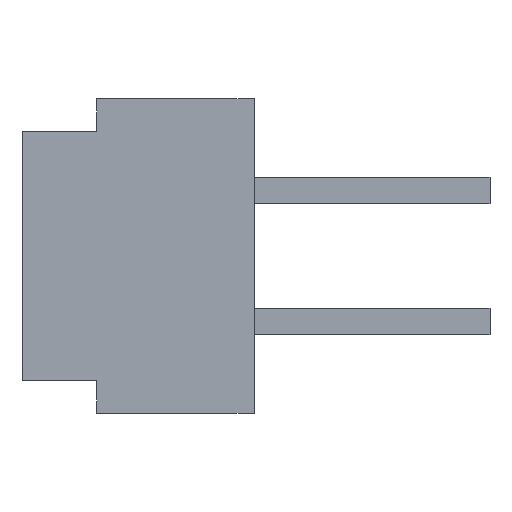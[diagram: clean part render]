
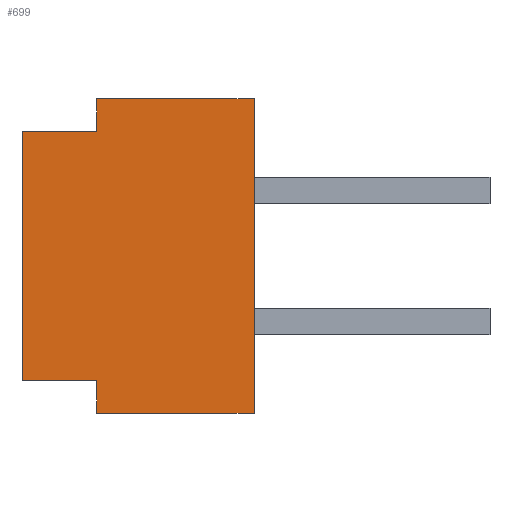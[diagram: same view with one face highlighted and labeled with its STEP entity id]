
A CAD part, left-side view. The second image highlights one B-rep face of the part: STEP entity #699.
In plain terms, the highlighted planar face has unit normal (-1, 0, 0).
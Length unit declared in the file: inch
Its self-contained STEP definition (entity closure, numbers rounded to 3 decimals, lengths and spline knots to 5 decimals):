
#33 = LINE ( 'NONE', #1929, #1003 ) ;
#35 = EDGE_CURVE ( 'NONE', #1101, #1559, #835, .T. ) ;
#39 = VERTEX_POINT ( 'NONE', #1777 ) ;
#68 = CARTESIAN_POINT ( 'NONE',  ( -0.0865, 0.12, 0. ) ) ;
#102 = CARTESIAN_POINT ( 'NONE',  ( -0.0865, 0., 0.12 ) ) ;
#189 = ORIENTED_EDGE ( 'NONE', *, *, #2375, .T. ) ;
#197 = DIRECTION ( 'NONE',  ( 1., 0., 0. ) ) ;
#224 = VERTEX_POINT ( 'NONE', #2070 ) ;
#235 = ORIENTED_EDGE ( 'NONE', *, *, #1983, .T. ) ;
#251 = LINE ( 'NONE', #2381, #788 ) ;
#362 = VERTEX_POINT ( 'NONE', #766 ) ;
#451 = CARTESIAN_POINT ( 'NONE',  ( -0.0865, 0.12, -0.12 ) ) ;
#475 = VERTEX_POINT ( 'NONE', #102 ) ;
#515 = VECTOR ( 'NONE', #1499, 39.37008 ) ;
#516 = ORIENTED_EDGE ( 'NONE', *, *, #2067, .F. ) ;
#649 = ORIENTED_EDGE ( 'NONE', *, *, #35, .F. ) ;
#696 = PLANE ( 'NONE',  #1250 ) ;
#699 = ADVANCED_FACE ( 'NONE', ( #1913 ), #696, .F. ) ;
#766 = CARTESIAN_POINT ( 'NONE',  ( -0.0865, 0., -0.12 ) ) ;
#772 = VECTOR ( 'NONE', #1437, 39.37008 ) ;
#783 = EDGE_CURVE ( 'NONE', #362, #1101, #2253, .T. ) ;
#788 = VECTOR ( 'NONE', #2165, 39.37008 ) ;
#800 = VERTEX_POINT ( 'NONE', #1295 ) ;
#835 = LINE ( 'NONE', #68, #1893 ) ;
#923 = VECTOR ( 'NONE', #1802, 39.37008 ) ;
#974 = EDGE_CURVE ( 'NONE', #800, #475, #251, .T. ) ;
#982 = EDGE_CURVE ( 'NONE', #475, #362, #1951, .T. ) ;
#993 = EDGE_LOOP ( 'NONE', ( #1736, #2243, #189, #516, #235, #649, #2197, #1084 ) ) ;
#1003 = VECTOR ( 'NONE', #1672, 39.37008 ) ;
#1084 = ORIENTED_EDGE ( 'NONE', *, *, #982, .F. ) ;
#1101 = VERTEX_POINT ( 'NONE', #1336 ) ;
#1117 = VECTOR ( 'NONE', #1472, 39.37008 ) ;
#1194 = DIRECTION ( 'NONE',  ( 0., -1., 0. ) ) ;
#1250 = AXIS2_PLACEMENT_3D ( 'NONE', #451, #197, #2327 ) ;
#1295 = CARTESIAN_POINT ( 'NONE',  ( -0.0865, 0.12, 0.12 ) ) ;
#1336 = CARTESIAN_POINT ( 'NONE',  ( -0.0865, 0.12, -0.12 ) ) ;
#1426 = CARTESIAN_POINT ( 'NONE',  ( -0.0865, 0.177, -0.095 ) ) ;
#1437 = DIRECTION ( 'NONE',  ( 0., 0., -1. ) ) ;
#1472 = DIRECTION ( 'NONE',  ( 0., 0., 1. ) ) ;
#1499 = DIRECTION ( 'NONE',  ( 0., 1., 0. ) ) ;
#1559 = VERTEX_POINT ( 'NONE', #1650 ) ;
#1611 = CARTESIAN_POINT ( 'NONE',  ( -0.0865, 0.177, -0.095 ) ) ;
#1650 = CARTESIAN_POINT ( 'NONE',  ( -0.0865, 0.12, -0.095 ) ) ;
#1672 = DIRECTION ( 'NONE',  ( 0., 0., 1. ) ) ;
#1695 = LINE ( 'NONE', #1426, #1875 ) ;
#1706 = CARTESIAN_POINT ( 'NONE',  ( -0.0865, 0., -0.12 ) ) ;
#1736 = ORIENTED_EDGE ( 'NONE', *, *, #974, .F. ) ;
#1740 = CARTESIAN_POINT ( 'NONE',  ( -0.0865, 0.177, -0.12 ) ) ;
#1764 = CARTESIAN_POINT ( 'NONE',  ( -0.0865, 0.177, 0.095 ) ) ;
#1777 = CARTESIAN_POINT ( 'NONE',  ( -0.0865, 0.12, 0.095 ) ) ;
#1802 = DIRECTION ( 'NONE',  ( 0., 1., 0. ) ) ;
#1875 = VECTOR ( 'NONE', #1194, 39.37008 ) ;
#1893 = VECTOR ( 'NONE', #2225, 39.37008 ) ;
#1913 = FACE_OUTER_BOUND ( 'NONE', #993, .T. ) ;
#1929 = CARTESIAN_POINT ( 'NONE',  ( -0.0865, 0.12, 0. ) ) ;
#1951 = LINE ( 'NONE', #1706, #772 ) ;
#1978 = LINE ( 'NONE', #1740, #1117 ) ;
#1983 = EDGE_CURVE ( 'NONE', #2150, #1559, #1695, .T. ) ;
#1996 = LINE ( 'NONE', #1764, #515 ) ;
#2035 = CARTESIAN_POINT ( 'NONE',  ( -0.0865, 0.12, -0.12 ) ) ;
#2067 = EDGE_CURVE ( 'NONE', #2150, #224, #1978, .T. ) ;
#2070 = CARTESIAN_POINT ( 'NONE',  ( -0.0865, 0.177, 0.095 ) ) ;
#2094 = EDGE_CURVE ( 'NONE', #39, #800, #33, .T. ) ;
#2150 = VERTEX_POINT ( 'NONE', #1611 ) ;
#2165 = DIRECTION ( 'NONE',  ( 0., -1., 0. ) ) ;
#2197 = ORIENTED_EDGE ( 'NONE', *, *, #783, .F. ) ;
#2225 = DIRECTION ( 'NONE',  ( 0., 0., 1. ) ) ;
#2243 = ORIENTED_EDGE ( 'NONE', *, *, #2094, .F. ) ;
#2253 = LINE ( 'NONE', #2035, #923 ) ;
#2327 = DIRECTION ( 'NONE',  ( 0., 0., -1. ) ) ;
#2375 = EDGE_CURVE ( 'NONE', #39, #224, #1996, .T. ) ;
#2381 = CARTESIAN_POINT ( 'NONE',  ( -0.0865, 0.12, 0.12 ) ) ;
